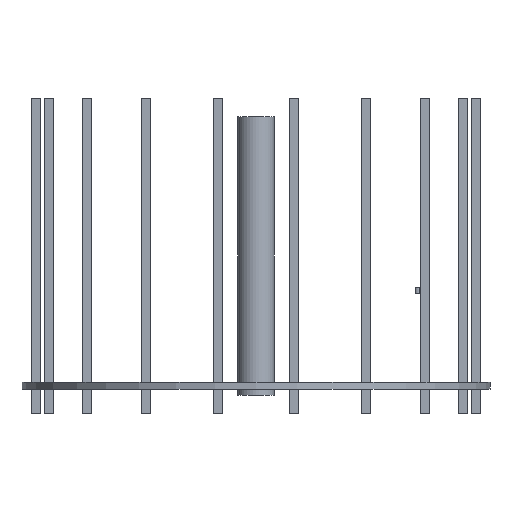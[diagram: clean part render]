
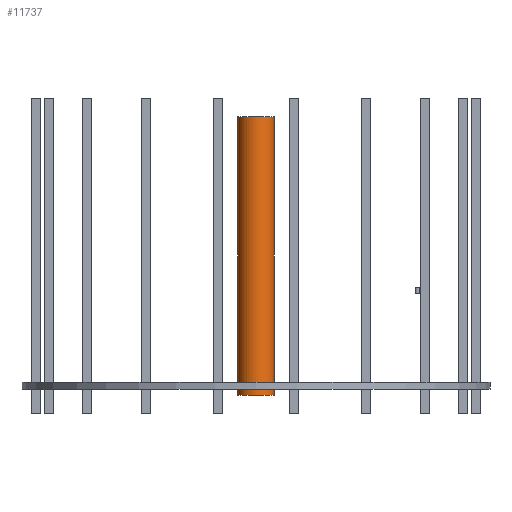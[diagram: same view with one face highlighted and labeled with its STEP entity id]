
A CAD part, front view. The second image highlights one B-rep face of the part: STEP entity #11737.
In plain terms, the highlighted cylindrical face has radius 0.8 mm (diameter 1.6 mm), a full revolution.
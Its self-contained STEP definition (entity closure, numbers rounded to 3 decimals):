
#11737 = ADVANCED_FACE('',(#11738),#11752,.T.);
#11738 = FACE_BOUND('',#11739,.F.);
#11739 = EDGE_LOOP('',(#11740,#11770,#11797,#11798));
#11740 = ORIENTED_EDGE('',*,*,#11741,.T.);
#11741 = EDGE_CURVE('',#11742,#11744,#11746,.T.);
#11742 = VERTEX_POINT('',#11743);
#11743 = CARTESIAN_POINT('',(0.8,0.,-6.13));
#11744 = VERTEX_POINT('',#11745);
#11745 = CARTESIAN_POINT('',(0.8,0.,6.13));
#11746 = SEAM_CURVE('',#11747,(#11751,#11763),.PCURVE_S1.);
#11747 = LINE('',#11748,#11749);
#11748 = CARTESIAN_POINT('',(0.8,0.,-6.13));
#11749 = VECTOR('',#11750,1.);
#11750 = DIRECTION('',(0.,0.,1.));
#11751 = PCURVE('',#11752,#11757);
#11752 = CYLINDRICAL_SURFACE('',#11753,0.8);
#11753 = AXIS2_PLACEMENT_3D('',#11754,#11755,#11756);
#11754 = CARTESIAN_POINT('',(0.,0.,-6.13));
#11755 = DIRECTION('',(-0.,-0.,-1.));
#11756 = DIRECTION('',(1.,0.,0.));
#11757 = DEFINITIONAL_REPRESENTATION('',(#11758),#11762);
#11758 = LINE('',#11759,#11760);
#11759 = CARTESIAN_POINT('',(-0.,0.));
#11760 = VECTOR('',#11761,1.);
#11761 = DIRECTION('',(-0.,-1.));
#11762 = ( GEOMETRIC_REPRESENTATION_CONTEXT(2) 
PARAMETRIC_REPRESENTATION_CONTEXT() REPRESENTATION_CONTEXT('2D SPACE',''
  ) );
#11763 = PCURVE('',#11752,#11764);
#11764 = DEFINITIONAL_REPRESENTATION('',(#11765),#11769);
#11765 = LINE('',#11766,#11767);
#11766 = CARTESIAN_POINT('',(-6.283,0.));
#11767 = VECTOR('',#11768,1.);
#11768 = DIRECTION('',(-0.,-1.));
#11769 = ( GEOMETRIC_REPRESENTATION_CONTEXT(2) 
PARAMETRIC_REPRESENTATION_CONTEXT() REPRESENTATION_CONTEXT('2D SPACE',''
  ) );
#11770 = ORIENTED_EDGE('',*,*,#11771,.T.);
#11771 = EDGE_CURVE('',#11744,#11744,#11772,.T.);
#11772 = SURFACE_CURVE('',#11773,(#11778,#11785),.PCURVE_S1.);
#11773 = CIRCLE('',#11774,0.8);
#11774 = AXIS2_PLACEMENT_3D('',#11775,#11776,#11777);
#11775 = CARTESIAN_POINT('',(0.,0.,6.13));
#11776 = DIRECTION('',(0.,0.,1.));
#11777 = DIRECTION('',(1.,0.,0.));
#11778 = PCURVE('',#11752,#11779);
#11779 = DEFINITIONAL_REPRESENTATION('',(#11780),#11784);
#11780 = LINE('',#11781,#11782);
#11781 = CARTESIAN_POINT('',(-0.,-12.261));
#11782 = VECTOR('',#11783,1.);
#11783 = DIRECTION('',(-1.,0.));
#11784 = ( GEOMETRIC_REPRESENTATION_CONTEXT(2) 
PARAMETRIC_REPRESENTATION_CONTEXT() REPRESENTATION_CONTEXT('2D SPACE',''
  ) );
#11785 = PCURVE('',#11786,#11791);
#11786 = PLANE('',#11787);
#11787 = AXIS2_PLACEMENT_3D('',#11788,#11789,#11790);
#11788 = CARTESIAN_POINT('',(0.,0.,
    6.13));
#11789 = DIRECTION('',(0.,0.,1.));
#11790 = DIRECTION('',(1.,0.,-0.));
#11791 = DEFINITIONAL_REPRESENTATION('',(#11792),#11796);
#11792 = CIRCLE('',#11793,0.8);
#11793 = AXIS2_PLACEMENT_2D('',#11794,#11795);
#11794 = CARTESIAN_POINT('',(0.,0.));
#11795 = DIRECTION('',(1.,0.));
#11796 = ( GEOMETRIC_REPRESENTATION_CONTEXT(2) 
PARAMETRIC_REPRESENTATION_CONTEXT() REPRESENTATION_CONTEXT('2D SPACE',''
  ) );
#11797 = ORIENTED_EDGE('',*,*,#11741,.F.);
#11798 = ORIENTED_EDGE('',*,*,#11799,.F.);
#11799 = EDGE_CURVE('',#11742,#11742,#11800,.T.);
#11800 = SURFACE_CURVE('',#11801,(#11806,#11813),.PCURVE_S1.);
#11801 = CIRCLE('',#11802,0.8);
#11802 = AXIS2_PLACEMENT_3D('',#11803,#11804,#11805);
#11803 = CARTESIAN_POINT('',(0.,0.,-6.13));
#11804 = DIRECTION('',(0.,0.,1.));
#11805 = DIRECTION('',(1.,0.,0.));
#11806 = PCURVE('',#11752,#11807);
#11807 = DEFINITIONAL_REPRESENTATION('',(#11808),#11812);
#11808 = LINE('',#11809,#11810);
#11809 = CARTESIAN_POINT('',(-0.,0.));
#11810 = VECTOR('',#11811,1.);
#11811 = DIRECTION('',(-1.,0.));
#11812 = ( GEOMETRIC_REPRESENTATION_CONTEXT(2) 
PARAMETRIC_REPRESENTATION_CONTEXT() REPRESENTATION_CONTEXT('2D SPACE',''
  ) );
#11813 = PCURVE('',#11814,#11819);
#11814 = PLANE('',#11815);
#11815 = AXIS2_PLACEMENT_3D('',#11816,#11817,#11818);
#11816 = CARTESIAN_POINT('',(0.,0.,
    -6.13));
#11817 = DIRECTION('',(0.,0.,1.));
#11818 = DIRECTION('',(1.,0.,-0.));
#11819 = DEFINITIONAL_REPRESENTATION('',(#11820),#11824);
#11820 = CIRCLE('',#11821,0.8);
#11821 = AXIS2_PLACEMENT_2D('',#11822,#11823);
#11822 = CARTESIAN_POINT('',(0.,0.));
#11823 = DIRECTION('',(1.,0.));
#11824 = ( GEOMETRIC_REPRESENTATION_CONTEXT(2) 
PARAMETRIC_REPRESENTATION_CONTEXT() REPRESENTATION_CONTEXT('2D SPACE',''
  ) );
